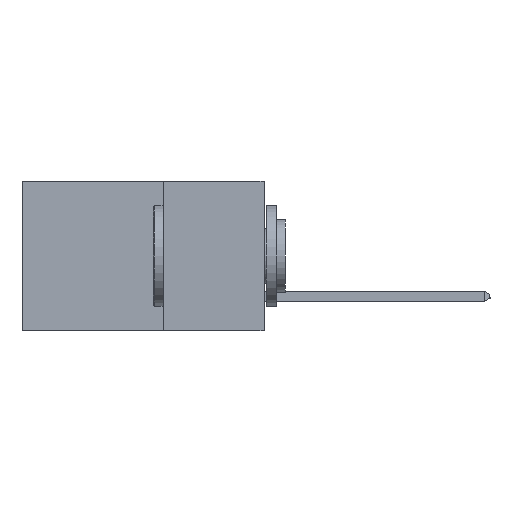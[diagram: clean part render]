
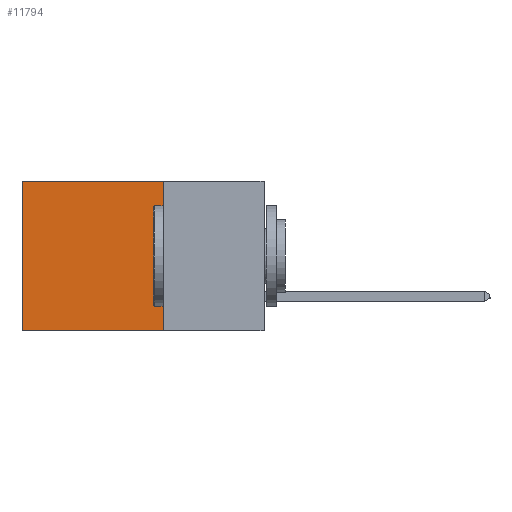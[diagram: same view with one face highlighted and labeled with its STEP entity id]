
A CAD part, left-side view. The second image highlights one B-rep face of the part: STEP entity #11794.
In plain terms, the highlighted planar face has unit normal (-1, 0, 0).
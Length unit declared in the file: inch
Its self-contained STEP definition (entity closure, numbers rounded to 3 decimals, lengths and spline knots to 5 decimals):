
#1060 = ORIENTED_EDGE ( 'NONE', *, *, #21733, .F. ) ;
#1118 = ORIENTED_EDGE ( 'NONE', *, *, #5087, .T. ) ;
#2449 = LINE ( 'NONE', #10875, #20832 ) ;
#2654 = LINE ( 'NONE', #18155, #12071 ) ;
#3494 = CARTESIAN_POINT ( 'NONE',  ( 0.298, 0.25, 0. ) ) ;
#5087 = EDGE_CURVE ( 'NONE', #6218, #18621, #9722, .T. ) ;
#5495 = DIRECTION ( 'NONE',  ( 0., 1., 0. ) ) ;
#5529 = DIRECTION ( 'NONE',  ( 1., 0., 0. ) ) ;
#6218 = VERTEX_POINT ( 'NONE', #19047 ) ;
#6453 = CARTESIAN_POINT ( 'NONE',  ( 0.298, 0.25, -0.37 ) ) ;
#6744 = ORIENTED_EDGE ( 'NONE', *, *, #14746, .T. ) ;
#7283 = CARTESIAN_POINT ( 'NONE',  ( 0.298, 0.6, -0.37 ) ) ;
#7886 = EDGE_CURVE ( 'NONE', #6218, #23404, #2449, .T. ) ;
#7925 = AXIS2_PLACEMENT_3D ( 'NONE', #3494, #5529, #18366 ) ;
#8169 = FACE_OUTER_BOUND ( 'NONE', #12584, .T. ) ;
#8260 = LINE ( 'NONE', #21625, #22751 ) ;
#9722 = LINE ( 'NONE', #11138, #14122 ) ;
#10780 = DIRECTION ( 'NONE',  ( 0., 0., -1. ) ) ;
#10835 = DIRECTION ( 'NONE',  ( 0., 0., -1. ) ) ;
#10875 = CARTESIAN_POINT ( 'NONE',  ( 0.298, 0.25, 0. ) ) ;
#11138 = CARTESIAN_POINT ( 'NONE',  ( 0.298, 0.25, 0. ) ) ;
#11786 = VERTEX_POINT ( 'NONE', #7283 ) ;
#11794 = ADVANCED_FACE ( 'NONE', ( #8169 ), #16617, .F. ) ;
#12071 = VECTOR ( 'NONE', #21671, 39.37008 ) ;
#12584 = EDGE_LOOP ( 'NONE', ( #6744, #1060, #13279, #1118 ) ) ;
#13279 = ORIENTED_EDGE ( 'NONE', *, *, #7886, .F. ) ;
#14122 = VECTOR ( 'NONE', #5495, 39.37008 ) ;
#14746 = EDGE_CURVE ( 'NONE', #18621, #11786, #8260, .T. ) ;
#16617 = PLANE ( 'NONE',  #7925 ) ;
#17955 = CARTESIAN_POINT ( 'NONE',  ( 0.298, 0.6, 0. ) ) ;
#18155 = CARTESIAN_POINT ( 'NONE',  ( 0.298, 0.25, -0.37 ) ) ;
#18366 = DIRECTION ( 'NONE',  ( 0., 0., -1. ) ) ;
#18621 = VERTEX_POINT ( 'NONE', #17955 ) ;
#19047 = CARTESIAN_POINT ( 'NONE',  ( 0.298, 0.25, 0. ) ) ;
#20832 = VECTOR ( 'NONE', #10780, 39.37008 ) ;
#21625 = CARTESIAN_POINT ( 'NONE',  ( 0.298, 0.6, 0. ) ) ;
#21671 = DIRECTION ( 'NONE',  ( 0., 1., 0. ) ) ;
#21733 = EDGE_CURVE ( 'NONE', #23404, #11786, #2654, .T. ) ;
#22751 = VECTOR ( 'NONE', #10835, 39.37008 ) ;
#23404 = VERTEX_POINT ( 'NONE', #6453 ) ;
